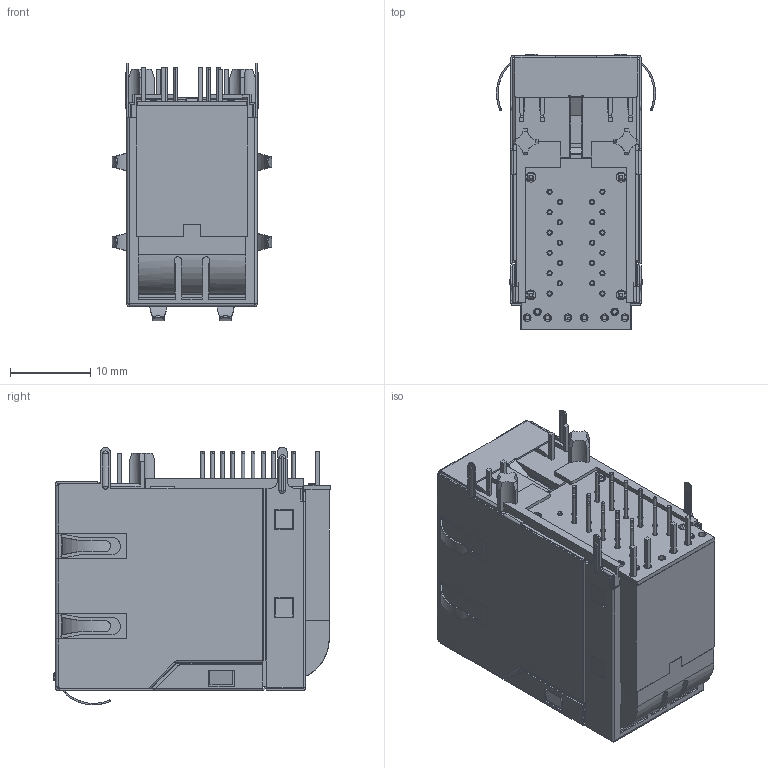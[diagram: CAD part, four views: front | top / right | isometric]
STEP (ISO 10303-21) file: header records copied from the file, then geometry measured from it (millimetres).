
FILE_DESCRIPTION (( 'STEP AP203' ), '1' );
FILE_NAME ('TMJG17747A83NL.STEP', '2023-03-07T02:53:29', ( '' ), ( '' ), 'SwSTEP 2.0', 'SolidWorks 2022', '' );
FILE_SCHEMA (( 'CONFIG_CONTROL_DESIGN' ));
Length unit declared in the file: millimetre
Products named in the file (1): TMJG17747A83NL
Bounding box: 19.88 x 34.5 x 32.22 mm (x, y, z)
Surface area: 15134 mm2 (no closed solid volume)
Topology: 0 solids, 8 shells, 2892 faces, 8356 edges, 5460 vertices
Faces by surface type: plane 2145, cylinder 622, bspline 98, torus 14, sphere 13
Entity records: 110008 total; most frequent: CARTESIAN_POINT 50725, ORIENTED_EDGE 16696, EDGE_CURVE 8356, B_SPLINE_CURVE_WITH_KNOTS 8330, DIRECTION 5594, VERTEX_POINT 5460, EDGE_LOOP 3096, ADVANCED_FACE 2892
